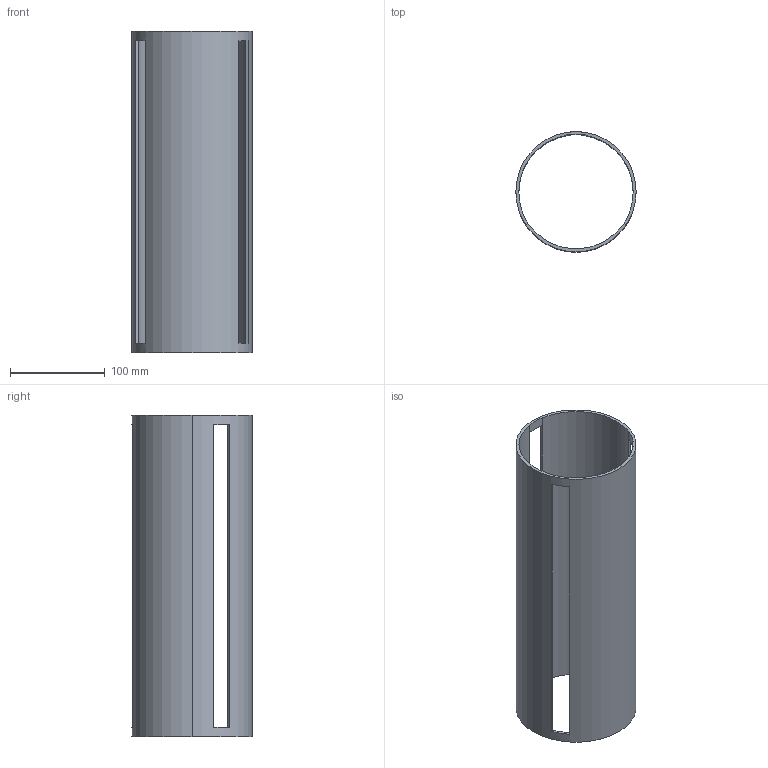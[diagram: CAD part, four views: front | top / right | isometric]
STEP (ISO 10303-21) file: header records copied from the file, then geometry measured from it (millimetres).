
FILE_DESCRIPTION (( 'STEP AP203' ), '1' );
FILE_NAME ('Thick Aluminum Antenna CAD Model.STEP', '2020-07-28T01:28:03', ( '' ), ( '' ), 'SwSTEP 2.0', 'SolidWorks 2019', '' );
FILE_SCHEMA (( 'CONFIG_CONTROL_DESIGN' ));
Length unit declared in the file: inch
Products named in the file (4): Thick Aluminum Antenna CAD Model.stp; Model.stp; Collected Parts.stp; Thick Aluminum Antenna CAD Model
Assembly tree (3 placements, depth 4):
  Thick Aluminum Antenna CAD Model
    Thick Aluminum Antenna CAD Model.stp
      Collected Parts.stp
        Model.stp
Bounding box: 127 x 127 x 340 mm (x, y, z)
Volume: 359751.8 mm3; surface area: 235828.6 mm2
Topology: 1 solids, 1 shells, 27 faces, 84 edges, 56 vertices
Faces by surface type: plane 14, cylinder 13
Entity records: 1396 total; most frequent: DIRECTION 186, CARTESIAN_POINT 175, ORIENTED_EDGE 168, EDGE_CURVE 84, AXIS2_PLACEMENT_3D 67, VERTEX_POINT 56, VECTOR 52, LINE 52
